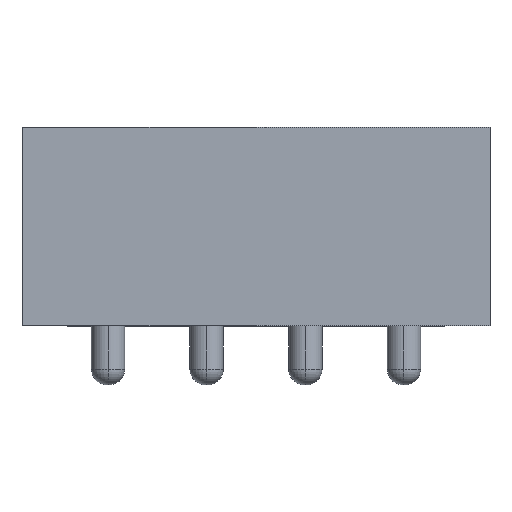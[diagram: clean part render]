
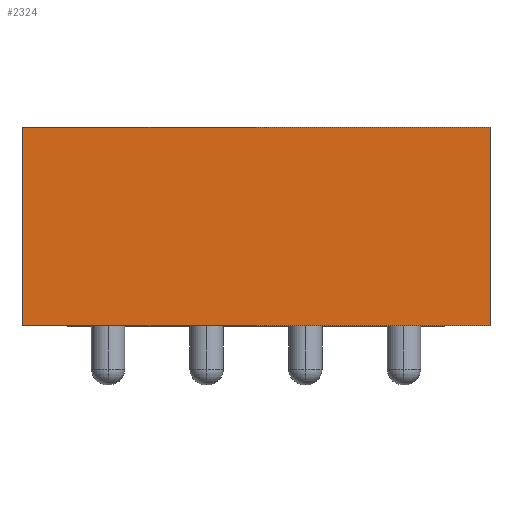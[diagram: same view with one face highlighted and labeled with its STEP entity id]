
A CAD part, top view. The second image highlights one B-rep face of the part: STEP entity #2324.
In plain terms, the highlighted planar face has unit normal (0, 0, 1).
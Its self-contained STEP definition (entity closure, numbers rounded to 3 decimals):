
#111 = VECTOR ( 'NONE', #1038, 1000. ) ;
#118 = LINE ( 'NONE', #2265, #987 ) ;
#234 = EDGE_CURVE ( 'NONE', #2518, #1584, #1481, .T. ) ;
#366 = VECTOR ( 'NONE', #654, 1000. ) ;
#400 = DIRECTION ( 'NONE',  ( 0., -1., 0. ) ) ;
#440 = VERTEX_POINT ( 'NONE', #2188 ) ;
#455 = ORIENTED_EDGE ( 'NONE', *, *, #1020, .T. ) ;
#506 = DIRECTION ( 'NONE',  ( 0., -1., 0. ) ) ;
#593 = VERTEX_POINT ( 'NONE', #2524 ) ;
#654 = DIRECTION ( 'NONE',  ( 1., 0., 0. ) ) ;
#811 = FACE_OUTER_BOUND ( 'NONE', #2384, .T. ) ;
#823 = CARTESIAN_POINT ( 'NONE',  ( -11.9, 10.1, 4.25 ) ) ;
#985 = ORIENTED_EDGE ( 'NONE', *, *, #234, .F. ) ;
#987 = VECTOR ( 'NONE', #506, 1000. ) ;
#991 = CARTESIAN_POINT ( 'NONE',  ( 11.9, 10.1, 4.25 ) ) ;
#1020 = EDGE_CURVE ( 'NONE', #440, #593, #2435, .T. ) ;
#1038 = DIRECTION ( 'NONE',  ( 1., 0., 0. ) ) ;
#1071 = AXIS2_PLACEMENT_3D ( 'NONE', #1233, #2038, #2201 ) ;
#1171 = EDGE_CURVE ( 'NONE', #2518, #440, #1962, .T. ) ;
#1233 = CARTESIAN_POINT ( 'NONE',  ( -11.9, 10.1, 4.25 ) ) ;
#1390 = PLANE ( 'NONE',  #1071 ) ;
#1481 = LINE ( 'NONE', #2275, #366 ) ;
#1584 = VERTEX_POINT ( 'NONE', #991 ) ;
#1643 = CARTESIAN_POINT ( 'NONE',  ( -11.9, 0., 4.25 ) ) ;
#1758 = CARTESIAN_POINT ( 'NONE',  ( -11.9, 10.1, 4.25 ) ) ;
#1961 = EDGE_CURVE ( 'NONE', #1584, #593, #118, .T. ) ;
#1962 = LINE ( 'NONE', #1758, #2094 ) ;
#1970 = ORIENTED_EDGE ( 'NONE', *, *, #1961, .F. ) ;
#2038 = DIRECTION ( 'NONE',  ( 0., 0., -1. ) ) ;
#2094 = VECTOR ( 'NONE', #400, 1000. ) ;
#2188 = CARTESIAN_POINT ( 'NONE',  ( -11.9, 0., 4.25 ) ) ;
#2201 = DIRECTION ( 'NONE',  ( -1., 0., 0. ) ) ;
#2265 = CARTESIAN_POINT ( 'NONE',  ( 11.9, 10.1, 4.25 ) ) ;
#2275 = CARTESIAN_POINT ( 'NONE',  ( -11.9, 10.1, 4.25 ) ) ;
#2316 = ORIENTED_EDGE ( 'NONE', *, *, #1171, .T. ) ;
#2324 = ADVANCED_FACE ( 'NONE', ( #811 ), #1390, .F. ) ;
#2384 = EDGE_LOOP ( 'NONE', ( #455, #1970, #985, #2316 ) ) ;
#2435 = LINE ( 'NONE', #1643, #111 ) ;
#2518 = VERTEX_POINT ( 'NONE', #823 ) ;
#2524 = CARTESIAN_POINT ( 'NONE',  ( 11.9, 0., 4.25 ) ) ;
